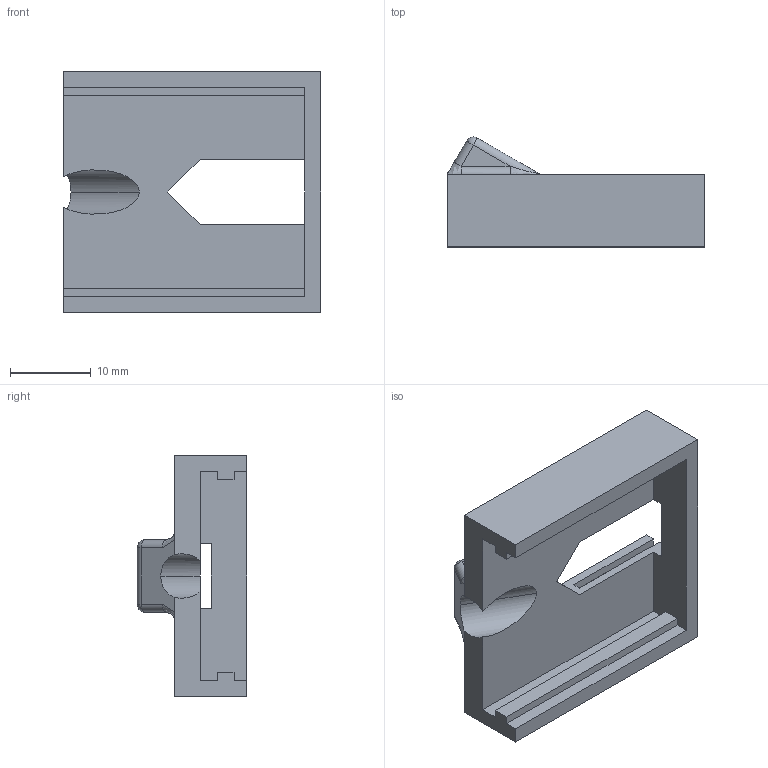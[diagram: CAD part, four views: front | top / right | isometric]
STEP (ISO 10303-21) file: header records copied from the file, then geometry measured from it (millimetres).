
FILE_DESCRIPTION(('FreeCAD Model'),'2;1');
FILE_NAME('Lid.step','2015-04-26T18:11:25',('Author'),(''), 'Open CASCADE STEP processor 6.8','FreeCAD','Unknown');
FILE_SCHEMA(('AUTOMOTIVE_DESIGN_CC2 { 1 2 10303 214 -1 1 5 4 }'));
Length unit declared in the file: millimetre
Products named in the file (1): Lid
Bounding box: 32 x 13.63 x 30 mm (x, y, z)
Volume: 3899.6 mm3; surface area: 3492.9 mm2
Topology: 1 solids, 1 shells, 52 faces, 153 edges, 99 vertices
Faces by surface type: plane 36, cylinder 10, bspline 4, sphere 2
Entity records: 5377 total; most frequent: CARTESIAN_POINT 2450, DIRECTION 505, LINE 380, VECTOR 380, ORIENTED_EDGE 302, PCURVE 302, DEFINITIONAL_REPRESENTATION 302, EDGE_CURVE 151
